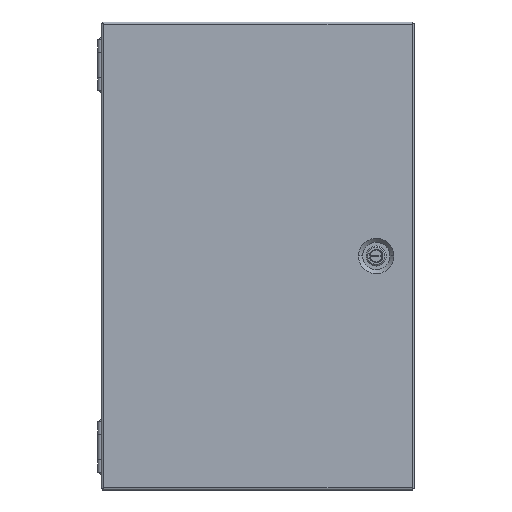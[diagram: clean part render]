
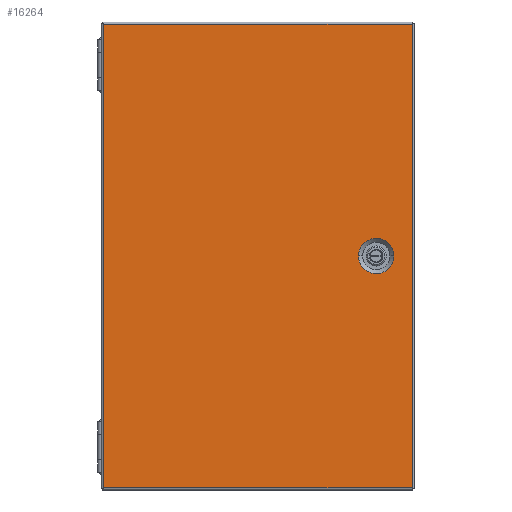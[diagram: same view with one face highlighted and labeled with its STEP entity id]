
A CAD part, top view. The second image highlights one B-rep face of the part: STEP entity #16264.
In plain terms, the highlighted planar face has unit normal (0, 0, 1).
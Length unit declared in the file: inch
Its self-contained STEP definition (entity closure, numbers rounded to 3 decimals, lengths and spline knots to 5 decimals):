
#197 = AXIS2_PLACEMENT_3D ( 'NONE', #3915, #9922, #19254 ) ;
#1201 = DIRECTION ( 'NONE',  ( 1., 0., 0. ) ) ;
#1233 = VERTEX_POINT ( 'NONE', #3513 ) ;
#1695 = VERTEX_POINT ( 'NONE', #23843 ) ;
#2939 = VERTEX_POINT ( 'NONE', #3247 ) ;
#3247 = CARTESIAN_POINT ( 'NONE',  ( 5.32339, 0.0005, 6.118 ) ) ;
#3513 = CARTESIAN_POINT ( 'NONE',  ( -6.0855, 9.1045, 6.118 ) ) ;
#3726 = DIRECTION ( 'NONE',  ( 0., -1., 0. ) ) ;
#3915 = CARTESIAN_POINT ( 'NONE',  ( 4.6285, 0.0005, 6.118 ) ) ;
#3921 = DIRECTION ( 'NONE',  ( 0., 0., -1. ) ) ;
#3957 = EDGE_CURVE ( 'NONE', #1695, #17480, #4524, .T. ) ;
#4206 = VECTOR ( 'NONE', #19866, 39.37008 ) ;
#4395 = CARTESIAN_POINT ( 'NONE',  ( 6.0425, -9.1035, 6.118 ) ) ;
#4524 = LINE ( 'NONE', #4395, #4206 ) ;
#4625 = CIRCLE ( 'NONE', #197, 0.69489 ) ;
#4658 = DIRECTION ( 'NONE',  ( 0., 1., 0. ) ) ;
#4670 = EDGE_CURVE ( 'NONE', #1233, #1695, #19195, .T. ) ;
#4978 = PLANE ( 'NONE',  #12922 ) ;
#5785 = CARTESIAN_POINT ( 'NONE',  ( 6.0425, 9.1045, 6.118 ) ) ;
#6290 = AXIS2_PLACEMENT_3D ( 'NONE', #21160, #3921, #15862 ) ;
#6673 = EDGE_LOOP ( 'NONE', ( #17667, #8010 ) ) ;
#6859 = FACE_OUTER_BOUND ( 'NONE', #24849, .T. ) ;
#8010 = ORIENTED_EDGE ( 'NONE', *, *, #24434, .T. ) ;
#8213 = ORIENTED_EDGE ( 'NONE', *, *, #4670, .T. ) ;
#8397 = VERTEX_POINT ( 'NONE', #13305 ) ;
#9922 = DIRECTION ( 'NONE',  ( 0., 0., -1. ) ) ;
#10249 = ORIENTED_EDGE ( 'NONE', *, *, #11975, .T. ) ;
#11141 = CARTESIAN_POINT ( 'NONE',  ( -6.0855, -9.1035, 6.118 ) ) ;
#11333 = ORIENTED_EDGE ( 'NONE', *, *, #18594, .T. ) ;
#11975 = EDGE_CURVE ( 'NONE', #23549, #1233, #23020, .T. ) ;
#12198 = CARTESIAN_POINT ( 'NONE',  ( 6.0425, -9.1035, 6.118 ) ) ;
#12646 = CARTESIAN_POINT ( 'NONE',  ( 6.0425, -9.1035, 6.118 ) ) ;
#12922 = AXIS2_PLACEMENT_3D ( 'NONE', #12646, #18431, #1201 ) ;
#13305 = CARTESIAN_POINT ( 'NONE',  ( 3.93361, 0.0005, 6.118 ) ) ;
#15848 = ORIENTED_EDGE ( 'NONE', *, *, #3957, .T. ) ;
#15862 = DIRECTION ( 'NONE',  ( 1., 0., 0. ) ) ;
#16264 = ADVANCED_FACE ( 'NONE', ( #16422, #6859 ), #4978, .T. ) ;
#16285 = CARTESIAN_POINT ( 'NONE',  ( 6.0425, 9.1045, 6.118 ) ) ;
#16319 = DIRECTION ( 'NONE',  ( -1., 0., 0. ) ) ;
#16350 = LINE ( 'NONE', #18476, #19147 ) ;
#16422 = FACE_BOUND ( 'NONE', #6673, .T. ) ;
#17480 = VERTEX_POINT ( 'NONE', #12198 ) ;
#17667 = ORIENTED_EDGE ( 'NONE', *, *, #22907, .T. ) ;
#18431 = DIRECTION ( 'NONE',  ( 0., 0., 1. ) ) ;
#18476 = CARTESIAN_POINT ( 'NONE',  ( 6.0425, -9.1035, 6.118 ) ) ;
#18594 = EDGE_CURVE ( 'NONE', #17480, #23549, #16350, .T. ) ;
#19147 = VECTOR ( 'NONE', #4658, 39.37008 ) ;
#19195 = LINE ( 'NONE', #11141, #20903 ) ;
#19254 = DIRECTION ( 'NONE',  ( 1., 0., 0. ) ) ;
#19866 = DIRECTION ( 'NONE',  ( 1., 0., 0. ) ) ;
#20798 = VECTOR ( 'NONE', #16319, 39.37008 ) ;
#20903 = VECTOR ( 'NONE', #3726, 39.37008 ) ;
#21160 = CARTESIAN_POINT ( 'NONE',  ( 4.6285, 0.0005, 6.118 ) ) ;
#22775 = CIRCLE ( 'NONE', #6290, 0.69489 ) ;
#22907 = EDGE_CURVE ( 'NONE', #2939, #8397, #4625, .T. ) ;
#23020 = LINE ( 'NONE', #5785, #20798 ) ;
#23549 = VERTEX_POINT ( 'NONE', #16285 ) ;
#23843 = CARTESIAN_POINT ( 'NONE',  ( -6.0855, -9.1035, 6.118 ) ) ;
#24434 = EDGE_CURVE ( 'NONE', #8397, #2939, #22775, .T. ) ;
#24849 = EDGE_LOOP ( 'NONE', ( #10249, #8213, #15848, #11333 ) ) ;
